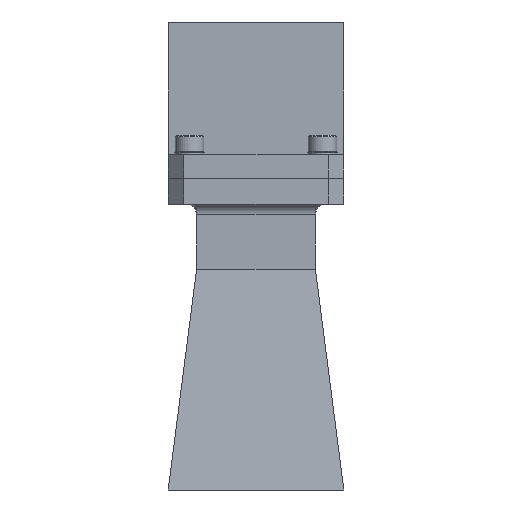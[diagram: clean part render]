
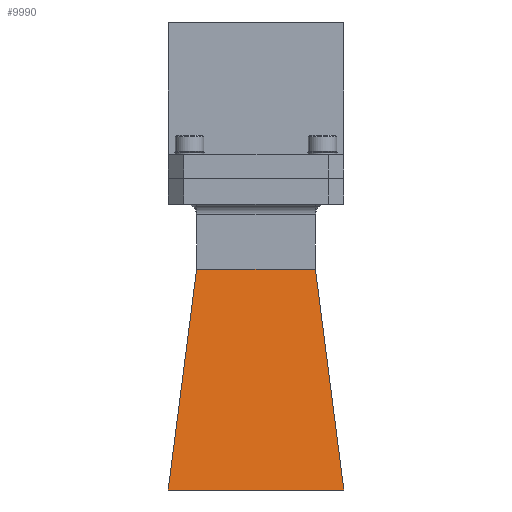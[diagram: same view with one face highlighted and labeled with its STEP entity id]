
A CAD part, front view. The second image highlights one B-rep face of the part: STEP entity #9990.
In plain terms, the highlighted planar face has unit normal (0, -0.989, 0.147).
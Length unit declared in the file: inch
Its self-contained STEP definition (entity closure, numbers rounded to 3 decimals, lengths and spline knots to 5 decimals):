
#14 = FACE_OUTER_BOUND ( 'NONE', #32562, .T. ) ;
#105 = EDGE_CURVE ( 'NONE', #17496, #6958, #20906, .T. ) ;
#559 = B_SPLINE_CURVE_WITH_KNOTS ( 'NONE', 3,
 ( #5086, #34313, #7538, #2122 ),
 .UNSPECIFIED., .F., .F.,
 ( 4, 4 ),
 ( 0., 1. ),
 .UNSPECIFIED. ) ;
#794 = EDGE_CURVE ( 'NONE', #17496, #6985, #23549, .T. ) ;
#2122 = CARTESIAN_POINT ( 'NONE',  ( -0.572, -0.317, -0.875 ) ) ;
#3232 = CARTESIAN_POINT ( 'NONE',  ( -0.845, -0.6325, -3. ) ) ;
#3607 = CARTESIAN_POINT ( 'NONE',  ( -0.572, -0.317, -0.875 ) ) ;
#3738 = ORIENTED_EDGE ( 'NONE', *, *, #794, .F. ) ;
#4702 = VERTEX_POINT ( 'NONE', #18430 ) ;
#5086 = CARTESIAN_POINT ( 'NONE',  ( 0.572, -0.317, -0.875 ) ) ;
#5999 = CARTESIAN_POINT ( 'NONE',  ( 0., -0.18305, 0.02718 ) ) ;
#6958 = VERTEX_POINT ( 'NONE', #11815 ) ;
#6985 = VERTEX_POINT ( 'NONE', #3607 ) ;
#7459 = CARTESIAN_POINT ( 'NONE',  ( -0.845, -0.6325, -3. ) ) ;
#7538 = CARTESIAN_POINT ( 'NONE',  ( -0.19067, -0.317, -0.875 ) ) ;
#7755 = EDGE_CURVE ( 'NONE', #6958, #4702, #28018, .T. ) ;
#8590 = PLANE ( 'NONE',  #19339 ) ;
#9990 = ADVANCED_FACE ( 'NONE', ( #14 ), #8590, .T. ) ;
#11463 = ORIENTED_EDGE ( 'NONE', *, *, #105, .T. ) ;
#11815 = CARTESIAN_POINT ( 'NONE',  ( 0.845, -0.6325, -3. ) ) ;
#13225 = CARTESIAN_POINT ( 'NONE',  ( -0.845, -0.6325, -3. ) ) ;
#13517 = CARTESIAN_POINT ( 'NONE',  ( 0.845, -0.6325, -3. ) ) ;
#13754 = VECTOR ( 'NONE', #15338, 39.37008 ) ;
#15334 = EDGE_CURVE ( 'NONE', #4702, #6985, #559, .T. ) ;
#15338 = DIRECTION ( 'NONE',  ( 1., 0., 0. ) ) ;
#16238 = DIRECTION ( 'NONE',  ( -0.126, 0.146, 0.981 ) ) ;
#16644 = DIRECTION ( 'NONE',  ( 0.126, 0.146, 0.981 ) ) ;
#17496 = VERTEX_POINT ( 'NONE', #13225 ) ;
#17553 = VECTOR ( 'NONE', #16238, 39.37008 ) ;
#18430 = CARTESIAN_POINT ( 'NONE',  ( 0.572, -0.317, -0.875 ) ) ;
#19339 = AXIS2_PLACEMENT_3D ( 'NONE', #5999, #30145, #33023 ) ;
#20906 = LINE ( 'NONE', #7459, #13754 ) ;
#23549 = LINE ( 'NONE', #3232, #28537 ) ;
#24693 = ORIENTED_EDGE ( 'NONE', *, *, #7755, .T. ) ;
#28018 = LINE ( 'NONE', #13517, #17553 ) ;
#28537 = VECTOR ( 'NONE', #16644, 39.37008 ) ;
#30145 = DIRECTION ( 'NONE',  ( 0., -0.989, 0.147 ) ) ;
#32562 = EDGE_LOOP ( 'NONE', ( #24693, #34058, #3738, #11463 ) ) ;
#33023 = DIRECTION ( 'NONE',  ( 0., -0.147, -0.989 ) ) ;
#34058 = ORIENTED_EDGE ( 'NONE', *, *, #15334, .T. ) ;
#34313 = CARTESIAN_POINT ( 'NONE',  ( 0.19067, -0.317, -0.875 ) ) ;
